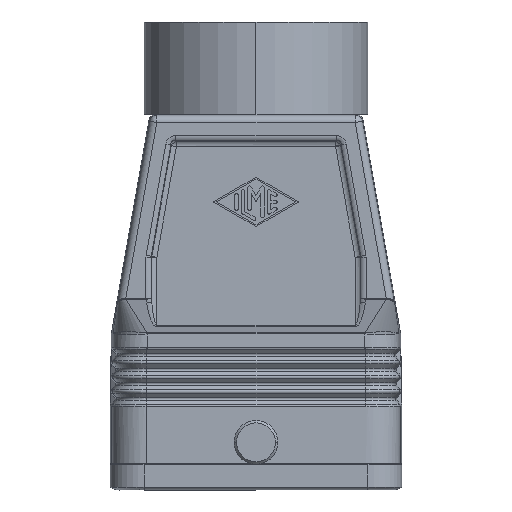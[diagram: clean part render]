
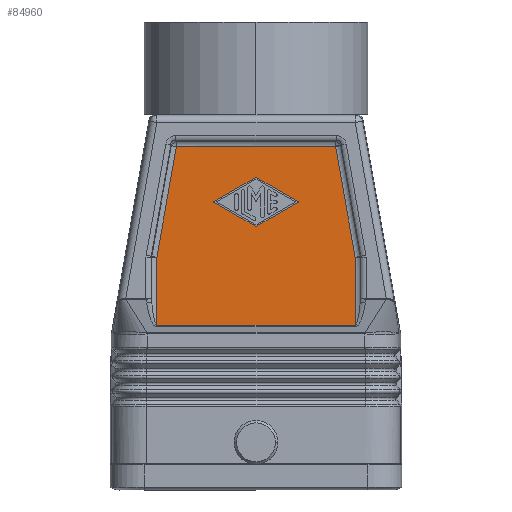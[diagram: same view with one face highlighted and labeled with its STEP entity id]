
A CAD part, left-side view. The second image highlights one B-rep face of the part: STEP entity #84960.
In plain terms, the highlighted planar face has unit normal (-1, 0, 0).
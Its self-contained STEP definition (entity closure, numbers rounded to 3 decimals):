
#83710=CARTESIAN_POINT('',(27.874,64.361,
44.579));
#83720=DIRECTION('',(1.,0.,0.));
#83730=DIRECTION('',(0.,1.,0.));
#83740=AXIS2_PLACEMENT_3D('',#83710,#83720,#83730);
#83750=PLANE('',#83740);
#83760=CARTESIAN_POINT('',(27.874,70.699,12.));
#83770=DIRECTION('',(0.,0.,1.));
#83780=VECTOR('',#83770,1.);
#83790=LINE('',#83760,#83780);
#83800=CARTESIAN_POINT('',(27.874,70.699,
28.587));
#83810=VERTEX_POINT('',#83800);
#83820=CARTESIAN_POINT('',(27.874,70.699,
42.627));
#83830=VERTEX_POINT('',#83820);
#83840=EDGE_CURVE('',#83810,#83830,#83790,.T.);
#83850=ORIENTED_EDGE('',*,*,#83840,.F.);
#83860=CARTESIAN_POINT('',(27.874,76.099,12.));
#83870=DIRECTION('',(0.,-0.174,0.985));
#83880=VECTOR('',#83870,1.);
#83890=LINE('',#83860,#83880);
#83900=CARTESIAN_POINT('',(27.874,66.687,
65.379));
#83910=VERTEX_POINT('',#83900);
#83920=EDGE_CURVE('',#83830,#83910,#83890,.T.);
#83930=ORIENTED_EDGE('',*,*,#83920,.F.);
#83940=CARTESIAN_POINT('',(27.874,0.,65.379));
#83950=DIRECTION('',(0.,-1.,0.));
#83960=VECTOR('',#83950,1.);
#83970=LINE('',#83940,#83960);
#83980=CARTESIAN_POINT('',(27.874,33.933,
65.379));
#83990=VERTEX_POINT('',#83980);
#84000=EDGE_CURVE('',#83910,#83990,#83970,.T.);
#84010=ORIENTED_EDGE('',*,*,#84000,.F.);
#84020=CARTESIAN_POINT('',(27.874,24.521,12.));
#84030=DIRECTION('',(0.,-0.174,
-0.985));
#84040=VECTOR('',#84030,1.);
#84050=LINE('',#84020,#84040);
#84060=CARTESIAN_POINT('',(27.874,29.921,
42.627));
#84070=VERTEX_POINT('',#84060);
#84080=EDGE_CURVE('',#83990,#84070,#84050,.T.);
#84090=ORIENTED_EDGE('',*,*,#84080,.F.);
#84100=CARTESIAN_POINT('',(27.874,29.921,12.));
#84110=DIRECTION('',(0.,0.,-1.));
#84120=VECTOR('',#84110,1.);
#84130=LINE('',#84100,#84120);
#84140=CARTESIAN_POINT('',(27.874,29.921,
28.587));
#84150=VERTEX_POINT('',#84140);
#84160=EDGE_CURVE('',#84070,#84150,#84130,.T.);
#84170=ORIENTED_EDGE('',*,*,#84160,.F.);
#84180=CARTESIAN_POINT('',(27.874,0.,28.587));
#84190=DIRECTION('',(0.,1.,0.));
#84200=VECTOR('',#84190,1.);
#84210=LINE('',#84180,#84200);
#84220=EDGE_CURVE('',#84150,#83810,#84210,.T.);
#84230=ORIENTED_EDGE('',*,*,#84220,.F.);
#84240=EDGE_LOOP('',(#84230,#84170,#84090,#84010,#83930,#83850));
#84250=FACE_OUTER_BOUND('',#84240,.T.);
#84260=CARTESIAN_POINT('',(27.874,0.,20.193));
#84270=DIRECTION('',(0.,-0.868,-0.496));
#84280=VECTOR('',#84270,1.);
#84290=LINE('',#84260,#84280);
#84300=CARTESIAN_POINT('',(27.874,58.892,
53.855));
#84310=VERTEX_POINT('',#84300);
#84320=CARTESIAN_POINT('',(27.874,50.475,
49.044));
#84330=VERTEX_POINT('',#84320);
#84340=EDGE_CURVE('',#84310,#84330,#84290,.T.);
#84350=ORIENTED_EDGE('',*,*,#84340,.F.);
#84360=CARTESIAN_POINT('',(27.874,50.31,49.334));
#84370=DIRECTION('',(-1.,0.,0.));
#84380=DIRECTION('',(0.,-1.,0.));
#84390=AXIS2_PLACEMENT_3D('',#84360,#84370,#84380);
#84400=CIRCLE('',#84390,0.333);
#84410=CARTESIAN_POINT('',(27.874,50.145,
49.044));
#84420=VERTEX_POINT('',#84410);
#84430=EDGE_CURVE('',#84330,#84420,#84400,.T.);
#84440=ORIENTED_EDGE('',*,*,#84430,.F.);
#84450=CARTESIAN_POINT('',(27.874,0.,77.707));
#84460=DIRECTION('',(0.,-0.868,0.496));
#84470=VECTOR('',#84460,1.);
#84480=LINE('',#84450,#84470);
#84490=CARTESIAN_POINT('',(27.874,41.728,
53.855));
#84500=VERTEX_POINT('',#84490);
#84510=EDGE_CURVE('',#84420,#84500,#84480,.T.);
#84520=ORIENTED_EDGE('',*,*,#84510,.F.);
#84530=CARTESIAN_POINT('',(27.874,41.811,54.));
#84540=DIRECTION('',(-1.,0.,0.));
#84550=DIRECTION('',(0.,-1.,0.));
#84560=AXIS2_PLACEMENT_3D('',#84530,#84540,#84550);
#84570=CIRCLE('',#84560,0.167);
#84580=CARTESIAN_POINT('',(27.874,41.728,
54.145));
#84590=VERTEX_POINT('',#84580);
#84600=EDGE_CURVE('',#84500,#84590,#84570,.T.);
#84610=ORIENTED_EDGE('',*,*,#84600,.F.);
#84620=CARTESIAN_POINT('',(27.874,0.,30.293));
#84630=DIRECTION('',(0.,0.868,0.496));
#84640=VECTOR('',#84630,1.);
#84650=LINE('',#84620,#84640);
#84660=CARTESIAN_POINT('',(27.874,50.145,
58.956));
#84670=VERTEX_POINT('',#84660);
#84680=EDGE_CURVE('',#84590,#84670,#84650,.T.);
#84690=ORIENTED_EDGE('',*,*,#84680,.F.);
#84700=CARTESIAN_POINT('',(27.874,50.31,58.666));
#84710=DIRECTION('',(-1.,0.,0.));
#84720=DIRECTION('',(0.,-1.,0.));
#84730=AXIS2_PLACEMENT_3D('',#84700,#84710,#84720);
#84740=CIRCLE('',#84730,0.333);
#84750=CARTESIAN_POINT('',(27.874,50.475,
58.956));
#84760=VERTEX_POINT('',#84750);
#84770=EDGE_CURVE('',#84670,#84760,#84740,.T.);
#84780=ORIENTED_EDGE('',*,*,#84770,.F.);
#84790=CARTESIAN_POINT('',(27.874,0.,87.807));
#84800=DIRECTION('',(0.,0.868,-0.496));
#84810=VECTOR('',#84800,1.);
#84820=LINE('',#84790,#84810);
#84830=CARTESIAN_POINT('',(27.874,58.892,
54.145));
#84840=VERTEX_POINT('',#84830);
#84850=EDGE_CURVE('',#84760,#84840,#84820,.T.);
#84860=ORIENTED_EDGE('',*,*,#84850,.F.);
#84870=CARTESIAN_POINT('',(27.874,58.809,54.));
#84880=DIRECTION('',(-1.,0.,0.));
#84890=DIRECTION('',(0.,-1.,0.));
#84900=AXIS2_PLACEMENT_3D('',#84870,#84880,#84890);
#84910=CIRCLE('',#84900,0.167);
#84920=EDGE_CURVE('',#84840,#84310,#84910,.T.);
#84930=ORIENTED_EDGE('',*,*,#84920,.F.);
#84940=EDGE_LOOP('',(#84930,#84860,#84780,#84690,#84610,#84520,#84440,
#84350));
#84950=FACE_BOUND('',#84940,.T.);
#84960=ADVANCED_FACE('',(#84250,#84950),#83750,.F.);
